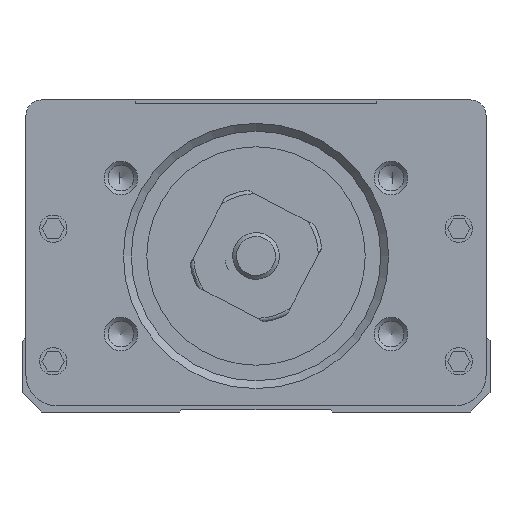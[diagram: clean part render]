
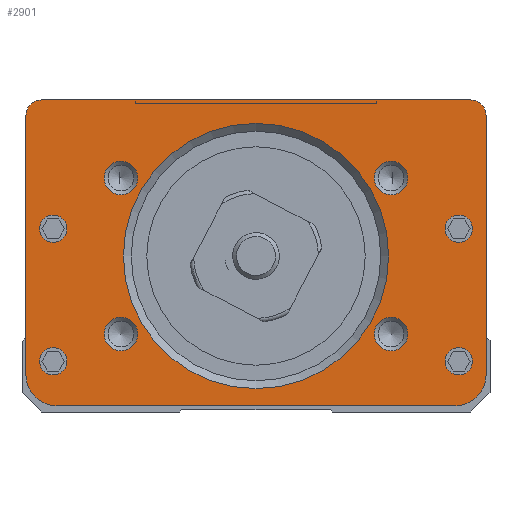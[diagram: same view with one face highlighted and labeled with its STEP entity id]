
A CAD part, front view. The second image highlights one B-rep face of the part: STEP entity #2901.
In plain terms, the highlighted face is planar.
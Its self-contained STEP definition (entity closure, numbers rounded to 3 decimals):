
#804=FACE_BOUND('',#5976,.T.);
#805=FACE_BOUND('',#5977,.T.);
#806=FACE_BOUND('',#5978,.T.);
#807=FACE_BOUND('',#5979,.T.);
#808=FACE_BOUND('',#5980,.T.);
#809=FACE_BOUND('',#5981,.T.);
#810=FACE_BOUND('',#5982,.T.);
#811=FACE_BOUND('',#5983,.T.);
#812=FACE_BOUND('',#5984,.T.);
#813=FACE_BOUND('',#5985,.T.);
#1936=CIRCLE('',#22499,4.);
#1938=CIRCLE('',#22503,4.);
#1949=CIRCLE('',#22527,2.);
#1950=CIRCLE('',#22529,2.);
#1952=CIRCLE('',#22533,2.15);
#1953=CIRCLE('',#22534,2.15);
#1954=CIRCLE('',#22535,2.15);
#1955=CIRCLE('',#22536,2.15);
#1956=CIRCLE('',#22537,17.);
#1957=CIRCLE('',#22538,1.75);
#1958=CIRCLE('',#22539,1.75);
#1959=CIRCLE('',#22540,1.75);
#1960=CIRCLE('',#22541,1.75);
#2901=ADVANCED_FACE('',(#804,#805,#806,#807,#808,#809,#810,#811,#812,#813),
#3885,.F.);
#3885=PLANE('',#22542);
#5976=EDGE_LOOP('',(#10019));
#5977=EDGE_LOOP('',(#10020));
#5978=EDGE_LOOP('',(#10021));
#5979=EDGE_LOOP('',(#10022));
#5980=EDGE_LOOP('',(#10023));
#5981=EDGE_LOOP('',(#10024));
#5982=EDGE_LOOP('',(#10025));
#5983=EDGE_LOOP('',(#10026));
#5984=EDGE_LOOP('',(#10027));
#5985=EDGE_LOOP('',(#10028,#10029,#10030,#10031,#10032,#10033,#10034,#10035));
#10019=ORIENTED_EDGE('',*,*,#16325,.T.);
#10020=ORIENTED_EDGE('',*,*,#16326,.T.);
#10021=ORIENTED_EDGE('',*,*,#16327,.T.);
#10022=ORIENTED_EDGE('',*,*,#16328,.T.);
#10023=ORIENTED_EDGE('',*,*,#16329,.T.);
#10024=ORIENTED_EDGE('',*,*,#16330,.T.);
#10025=ORIENTED_EDGE('',*,*,#16331,.T.);
#10026=ORIENTED_EDGE('',*,*,#16332,.T.);
#10027=ORIENTED_EDGE('',*,*,#16333,.T.);
#10028=ORIENTED_EDGE('',*,*,#16308,.F.);
#10029=ORIENTED_EDGE('',*,*,#16262,.F.);
#10030=ORIENTED_EDGE('',*,*,#16283,.F.);
#10031=ORIENTED_EDGE('',*,*,#16323,.F.);
#10032=ORIENTED_EDGE('',*,*,#16218,.F.);
#10033=ORIENTED_EDGE('',*,*,#16322,.F.);
#10034=ORIENTED_EDGE('',*,*,#16281,.F.);
#10035=ORIENTED_EDGE('',*,*,#16270,.F.);
#13743=VERTEX_POINT('',#33245);
#13744=VERTEX_POINT('',#33247);
#13784=VERTEX_POINT('',#33333);
#13785=VERTEX_POINT('',#33335);
#13792=VERTEX_POINT('',#33351);
#13793=VERTEX_POINT('',#33353);
#13798=VERTEX_POINT('',#33366);
#13802=VERTEX_POINT('',#33377);
#13827=VERTEX_POINT('',#33458);
#13828=VERTEX_POINT('',#33460);
#13829=VERTEX_POINT('',#33462);
#13830=VERTEX_POINT('',#33464);
#13831=VERTEX_POINT('',#33466);
#13832=VERTEX_POINT('',#33468);
#13833=VERTEX_POINT('',#33470);
#13834=VERTEX_POINT('',#33472);
#13835=VERTEX_POINT('',#33474);
#16218=EDGE_CURVE('',#13743,#13744,#18553,.T.);
#16262=EDGE_CURVE('',#13784,#13785,#1936,.T.);
#16270=EDGE_CURVE('',#13792,#13793,#1938,.T.);
#16281=EDGE_CURVE('',#13793,#13798,#18599,.T.);
#16283=EDGE_CURVE('',#13802,#13784,#18601,.T.);
#16308=EDGE_CURVE('',#13785,#13792,#18621,.T.);
#16322=EDGE_CURVE('',#13798,#13743,#1949,.T.);
#16323=EDGE_CURVE('',#13744,#13802,#1950,.T.);
#16325=EDGE_CURVE('',#13827,#13827,#1952,.T.);
#16326=EDGE_CURVE('',#13828,#13828,#1953,.T.);
#16327=EDGE_CURVE('',#13829,#13829,#1954,.T.);
#16328=EDGE_CURVE('',#13830,#13830,#1955,.T.);
#16329=EDGE_CURVE('',#13831,#13831,#1956,.T.);
#16330=EDGE_CURVE('',#13832,#13832,#1957,.T.);
#16331=EDGE_CURVE('',#13833,#13833,#1958,.T.);
#16332=EDGE_CURVE('',#13834,#13834,#1959,.T.);
#16333=EDGE_CURVE('',#13835,#13835,#1960,.T.);
#18553=LINE('',#33246,#20475);
#18599=LINE('',#33374,#20521);
#18601=LINE('',#33378,#20523);
#18621=LINE('',#33428,#20543);
#20475=VECTOR('',#26715,1.);
#20521=VECTOR('',#26809,1.);
#20523=VECTOR('',#26813,1.);
#20543=VECTOR('',#26859,1.);
#22499=AXIS2_PLACEMENT_3D('',#33334,#26779,#26780);
#22503=AXIS2_PLACEMENT_3D('',#33352,#26793,#26794);
#22527=AXIS2_PLACEMENT_3D('',#33451,#26882,#26883);
#22529=AXIS2_PLACEMENT_3D('',#33453,#26886,#26887);
#22533=AXIS2_PLACEMENT_3D('',#33457,#26894,#26895);
#22534=AXIS2_PLACEMENT_3D('',#33459,#26896,#26897);
#22535=AXIS2_PLACEMENT_3D('',#33461,#26898,#26899);
#22536=AXIS2_PLACEMENT_3D('',#33463,#26900,#26901);
#22537=AXIS2_PLACEMENT_3D('',#33465,#26902,#26903);
#22538=AXIS2_PLACEMENT_3D('',#33467,#26904,#26905);
#22539=AXIS2_PLACEMENT_3D('',#33469,#26906,#26907);
#22540=AXIS2_PLACEMENT_3D('',#33471,#26908,#26909);
#22541=AXIS2_PLACEMENT_3D('',#33473,#26910,#26911);
#22542=AXIS2_PLACEMENT_3D('',#33475,#26912,#26913);
#26715=DIRECTION('',(1.,0.,0.));
#26779=DIRECTION('',(0.,1.,0.));
#26780=DIRECTION('',(1.,0.,0.));
#26793=DIRECTION('',(0.,1.,0.));
#26794=DIRECTION('',(1.,0.,0.));
#26809=DIRECTION('',(0.,0.,1.));
#26813=DIRECTION('',(0.,0.,-1.));
#26859=DIRECTION('',(-1.,0.,0.));
#26882=DIRECTION('',(0.,1.,0.));
#26883=DIRECTION('',(0.,0.,1.));
#26886=DIRECTION('',(0.,1.,0.));
#26887=DIRECTION('',(0.,0.,1.));
#26894=DIRECTION('',(0.,1.,0.));
#26895=DIRECTION('',(0.,0.,1.));
#26896=DIRECTION('',(0.,1.,0.));
#26897=DIRECTION('',(0.,0.,1.));
#26898=DIRECTION('',(0.,1.,0.));
#26899=DIRECTION('',(0.,0.,1.));
#26900=DIRECTION('',(0.,1.,0.));
#26901=DIRECTION('',(0.,0.,1.));
#26902=DIRECTION('',(0.,1.,0.));
#26903=DIRECTION('',(0.,0.,1.));
#26904=DIRECTION('',(0.,1.,0.));
#26905=DIRECTION('',(0.,0.,1.));
#26906=DIRECTION('',(0.,1.,0.));
#26907=DIRECTION('',(0.,0.,1.));
#26908=DIRECTION('',(0.,1.,0.));
#26909=DIRECTION('',(0.,0.,1.));
#26910=DIRECTION('',(0.,1.,0.));
#26911=DIRECTION('',(0.,0.,1.));
#26912=DIRECTION('',(0.,1.,0.));
#26913=DIRECTION('',(0.,0.,-1.));
#33245=CARTESIAN_POINT('',(-27.5,-130.762,38.));
#33246=CARTESIAN_POINT('',(-25.5,-130.762,38.));
#33247=CARTESIAN_POINT('',(27.5,-130.762,38.));
#33333=CARTESIAN_POINT('',(29.5,-130.762,2.8));
#33334=CARTESIAN_POINT('',(25.5,-130.762,2.8));
#33335=CARTESIAN_POINT('',(25.5,-130.762,-1.2));
#33351=CARTESIAN_POINT('',(-25.5,-130.762,-1.2));
#33352=CARTESIAN_POINT('',(-25.5,-130.762,2.8));
#33353=CARTESIAN_POINT('',(-29.5,-130.762,2.8));
#33366=CARTESIAN_POINT('',(-29.5,-130.762,36.));
#33374=CARTESIAN_POINT('',(-29.5,-130.762,2.8));
#33377=CARTESIAN_POINT('',(29.5,-130.762,36.));
#33378=CARTESIAN_POINT('',(29.5,-130.762,39.));
#33428=CARTESIAN_POINT('',(25.5,-130.762,-1.2));
#33451=CARTESIAN_POINT('',(-27.5,-130.762,36.));
#33453=CARTESIAN_POINT('',(27.5,-130.762,36.));
#33457=CARTESIAN_POINT('',(-17.321,-130.762,28.));
#33458=CARTESIAN_POINT('',(-17.321,-130.762,30.15));
#33459=CARTESIAN_POINT('',(17.321,-130.762,8.));
#33460=CARTESIAN_POINT('',(17.321,-130.762,10.15));
#33461=CARTESIAN_POINT('',(17.321,-130.762,28.));
#33462=CARTESIAN_POINT('',(17.321,-130.762,30.15));
#33463=CARTESIAN_POINT('',(-17.321,-130.762,8.));
#33464=CARTESIAN_POINT('',(-17.321,-130.762,10.15));
#33465=CARTESIAN_POINT('',(0.,-130.762,18.));
#33466=CARTESIAN_POINT('',(0.,-130.762,35.));
#33467=CARTESIAN_POINT('',(-26.,-130.762,21.5));
#33468=CARTESIAN_POINT('',(-26.,-130.762,23.25));
#33469=CARTESIAN_POINT('',(-26.,-130.762,4.5));
#33470=CARTESIAN_POINT('',(-26.,-130.762,6.25));
#33471=CARTESIAN_POINT('',(26.,-130.762,4.5));
#33472=CARTESIAN_POINT('',(26.,-130.762,6.25));
#33473=CARTESIAN_POINT('',(26.,-130.762,21.5));
#33474=CARTESIAN_POINT('',(26.,-130.762,23.25));
#33475=CARTESIAN_POINT('',(-25.5,-130.762,2.8));
